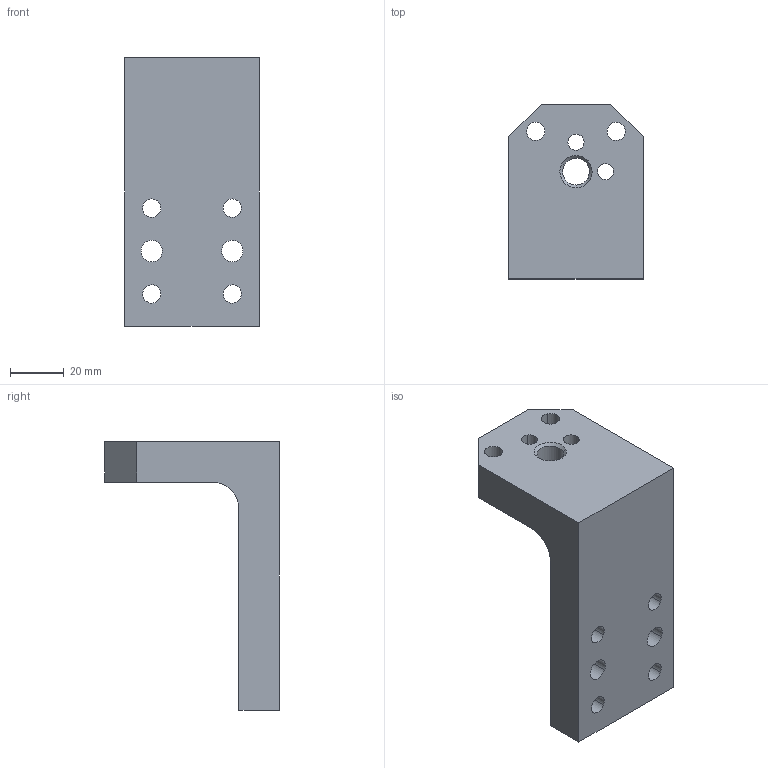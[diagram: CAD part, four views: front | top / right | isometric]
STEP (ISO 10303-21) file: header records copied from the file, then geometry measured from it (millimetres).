
FILE_DESCRIPTION(('CATIA V5 STEP Exchange'),'2;1');
FILE_NAME('AEGT287-1.stp','2017-07-06T00:43:26+00:00',('none'),('none'),'CATIA Version 5 Release 21 GA (IN-10)','CATIA V5 STEP AP203','none');
FILE_SCHEMA(('CONFIG_CONTROL_DESIGN'));
Length unit declared in the file: millimetre
Products named in the file (1): AEGT287-1
Bounding box: 50 x 65 x 100 mm (x, y, z)
Volume: 104593.4 mm3; surface area: 23118.7 mm2
Topology: 1 solids, 1 shells, 35 faces, 97 edges, 64 vertices
Faces by surface type: cylinder 23, plane 10, cone 2
Entity records: 1126 total; most frequent: ORIENTED_EDGE 194, CARTESIAN_POINT 186, DIRECTION 145, EDGE_CURVE 97, AXIS2_PLACEMENT_3D 73, VERTEX_POINT 64, EDGE_LOOP 57, VECTOR 49
